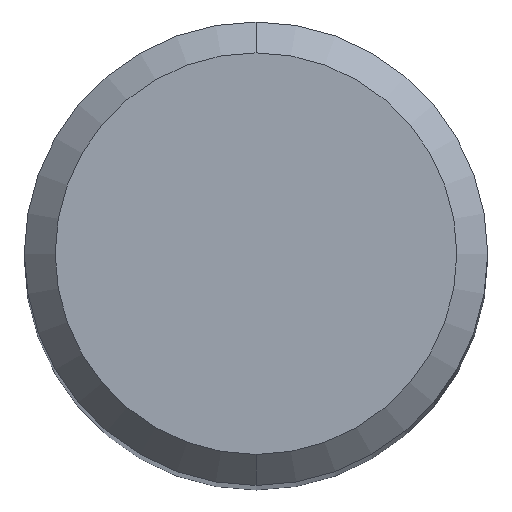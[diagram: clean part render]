
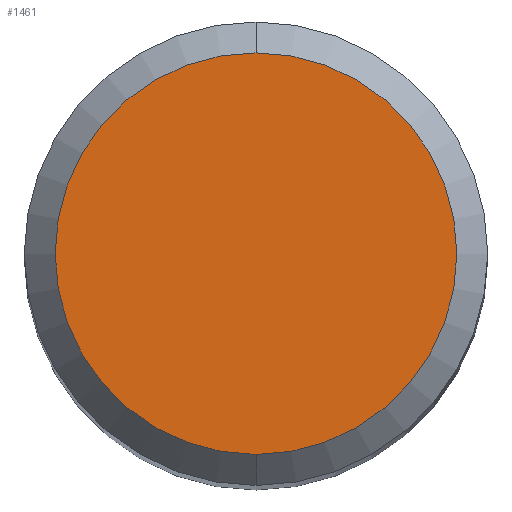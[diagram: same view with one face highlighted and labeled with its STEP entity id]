
A CAD part, top view. The second image highlights one B-rep face of the part: STEP entity #1461.
In plain terms, the highlighted planar face has unit normal (0, 0, 1).
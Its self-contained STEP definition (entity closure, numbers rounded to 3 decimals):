
#935=EDGE_CURVE('',#1529,#953,#2176,.T.);
#953=VERTEX_POINT('',#2195);
#1329=EDGE_CURVE('',#953,#1529,#2608,.T.);
#1461=ADVANCED_FACE('',(#2748),#2749,.T.);
#1529=VERTEX_POINT('',#2821);
#2176=CIRCLE('',#3876,2.6);
#2195=CARTESIAN_POINT('',(0.,-2.6,0.0));
#2608=CIRCLE('',#5179,2.6);
#2748=FACE_OUTER_BOUND('',#5467,.T.);
#2749=PLANE('',#5468);
#2821=CARTESIAN_POINT('',(0.0,2.6,0.0));
#3876=AXIS2_PLACEMENT_3D('',#6792,#6793,#6794);
#5179=AXIS2_PLACEMENT_3D('',#7243,#7244,#7245);
#5467=EDGE_LOOP('',(#7368,#7369));
#5468=AXIS2_PLACEMENT_3D('',#7370,#7371,#7372);
#6792=CARTESIAN_POINT('',(0.0,0.0,0.0));
#6793=DIRECTION('',(0.0,0.0,-1.0));
#6794=DIRECTION('',(0.0,1.0,0.0));
#7243=CARTESIAN_POINT('',(0.0,0.0,0.0));
#7244=DIRECTION('',(0.0,0.0,-1.0));
#7245=DIRECTION('',(0.0,1.0,0.0));
#7368=ORIENTED_EDGE('',*,*,#935,.F.);
#7369=ORIENTED_EDGE('',*,*,#1329,.F.);
#7370=CARTESIAN_POINT('',(0.0,1.3,0.0));
#7371=DIRECTION('',(-0.0,0.0,1.0));
#7372=DIRECTION('',(0.0,-1.0,0.0));
